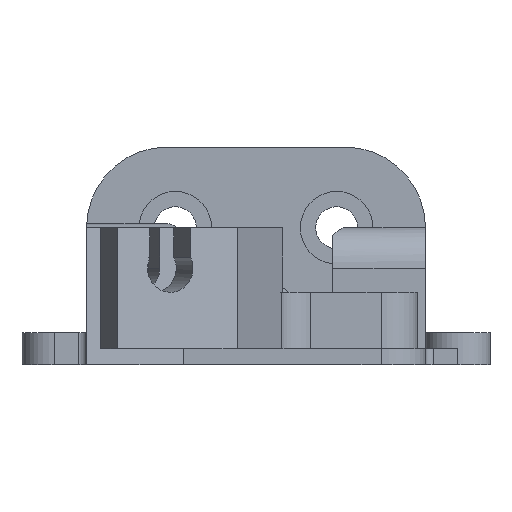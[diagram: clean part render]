
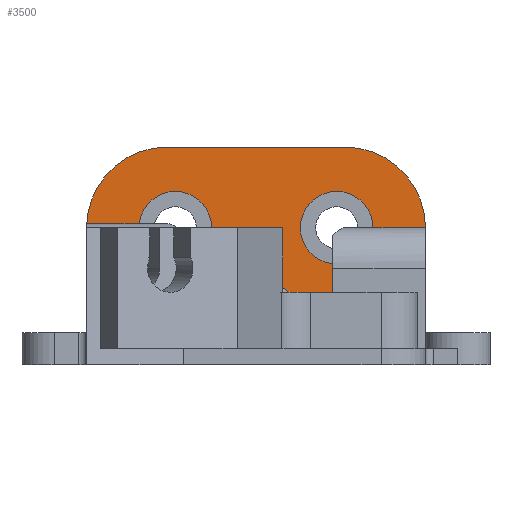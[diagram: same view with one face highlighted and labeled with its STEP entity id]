
A CAD part, front view. The second image highlights one B-rep face of the part: STEP entity #3500.
In plain terms, the highlighted planar face has unit normal (0, -1, 0).
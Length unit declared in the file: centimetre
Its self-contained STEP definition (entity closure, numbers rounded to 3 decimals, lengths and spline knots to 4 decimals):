
#92=FACE_BOUND($,#602,.T.);
#93=FACE_BOUND($,#603,.T.);
#212=PLANE($,#3798);
#355=FACE_OUTER_BOUND($,#601,.T.);
#601=EDGE_LOOP($,(#2832,#2833,#2834,#2835,#2836,#2837));
#602=EDGE_LOOP($,(#2838));
#603=EDGE_LOOP($,(#2839));
#903=LINE($,#5673,#1191);
#904=LINE($,#5676,#1192);
#905=LINE($,#5680,#1193);
#906=LINE($,#5683,#1194);
#1191=VECTOR($,#4518,4.2);
#1192=VECTOR($,#4521,0.8);
#1193=VECTOR($,#4524,2.2);
#1194=VECTOR($,#4527,0.8);
#1423=CIRCLE($,#3799,1.);
#1424=CIRCLE($,#3800,1.);
#1425=CIRCLE($,#3801,0.45);
#1426=CIRCLE($,#3802,0.45);
#1690=VERTEX_POINT($,#5667);
#1692=VERTEX_POINT($,#5671);
#1693=VERTEX_POINT($,#5675);
#1694=VERTEX_POINT($,#5677);
#1695=VERTEX_POINT($,#5679);
#1696=VERTEX_POINT($,#5681);
#1697=VERTEX_POINT($,#5684);
#1698=VERTEX_POINT($,#5686);
#2108=EDGE_CURVE($,#1690,#1692,#903,.T.);
#2109=EDGE_CURVE($,#1692,#1693,#904,.T.);
#2110=EDGE_CURVE($,#1693,#1694,#1423,.T.);
#2111=EDGE_CURVE($,#1694,#1695,#905,.T.);
#2112=EDGE_CURVE($,#1695,#1696,#1424,.T.);
#2113=EDGE_CURVE($,#1690,#1696,#906,.T.);
#2114=EDGE_CURVE($,#1697,#1697,#1425,.T.);
#2115=EDGE_CURVE($,#1698,#1698,#1426,.T.);
#2832=ORIENTED_EDGE($,*,*,#2108,.T.);
#2833=ORIENTED_EDGE($,*,*,#2109,.T.);
#2834=ORIENTED_EDGE($,*,*,#2110,.T.);
#2835=ORIENTED_EDGE($,*,*,#2111,.T.);
#2836=ORIENTED_EDGE($,*,*,#2112,.T.);
#2837=ORIENTED_EDGE($,*,*,#2113,.F.);
#2838=ORIENTED_EDGE($,*,*,#2114,.F.);
#2839=ORIENTED_EDGE($,*,*,#2115,.F.);
#3500=ADVANCED_FACE($,(#355,#92,#93),#212,.F.);
#3798=AXIS2_PLACEMENT_3D($,#5674,#4519,#4520);
#3799=AXIS2_PLACEMENT_3D($,#5678,#4522,#4523);
#3800=AXIS2_PLACEMENT_3D($,#5682,#4525,#4526);
#3801=AXIS2_PLACEMENT_3D($,#5685,#4528,#4529);
#3802=AXIS2_PLACEMENT_3D($,#5687,#4530,#4531);
#4518=DIRECTION($,(1.,0.,0.));
#4519=DIRECTION('center_axis',(0.,1.,0.));
#4520=DIRECTION('ref_axis',(-1.,0.,0.));
#4521=DIRECTION($,(0.,0.,1.));
#4522=DIRECTION('center_axis',(0.,-1.,0.));
#4523=DIRECTION('ref_axis',(0.707,0.,0.707));
#4524=DIRECTION($,(-1.,0.,0.));
#4525=DIRECTION('center_axis',(0.,-1.,0.));
#4526=DIRECTION('ref_axis',(-0.707,0.,0.707));
#4527=DIRECTION($,(0.,0.,1.));
#4528=DIRECTION('center_axis',(0.,-1.,0.));
#4529=DIRECTION('ref_axis',(-1.,0.,0.));
#4530=DIRECTION('center_axis',(0.,-1.,0.));
#4531=DIRECTION('ref_axis',(-1.,0.,0.));
#5667=CARTESIAN_POINT('',(-4.2,-3.,0.2));
#5671=CARTESIAN_POINT('',(0.,-3.,0.2));
#5673=CARTESIAN_POINT($,(-1.05,-3.,0.2));
#5674=CARTESIAN_POINT('Origin',(0.,-3.,0.));
#5675=CARTESIAN_POINT('',(0.,-3.,1.));
#5676=CARTESIAN_POINT($,(0.,-3.,0.));
#5677=CARTESIAN_POINT('',(-1.,-3.,2.));
#5678=CARTESIAN_POINT('Origin',(-1.,-3.,1.));
#5679=CARTESIAN_POINT('',(-3.2,-3.,2.));
#5680=CARTESIAN_POINT($,(-1.05,-3.,2.));
#5681=CARTESIAN_POINT('',(-4.2,-3.,1.));
#5682=CARTESIAN_POINT('Origin',(-3.2,-3.,1.));
#5683=CARTESIAN_POINT($,(-4.2,-3.,0.));
#5684=CARTESIAN_POINT('',(-2.65,-3.,1.));
#5685=CARTESIAN_POINT('Origin',(-3.1,-3.,1.));
#5686=CARTESIAN_POINT('',(-0.65,-3.,1.));
#5687=CARTESIAN_POINT('Origin',(-1.1,-3.,1.));
